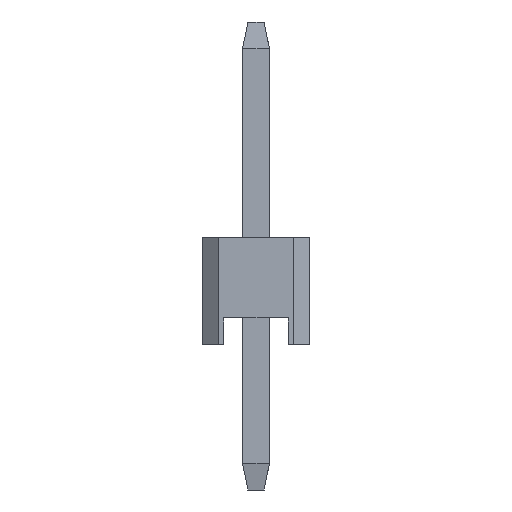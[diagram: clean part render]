
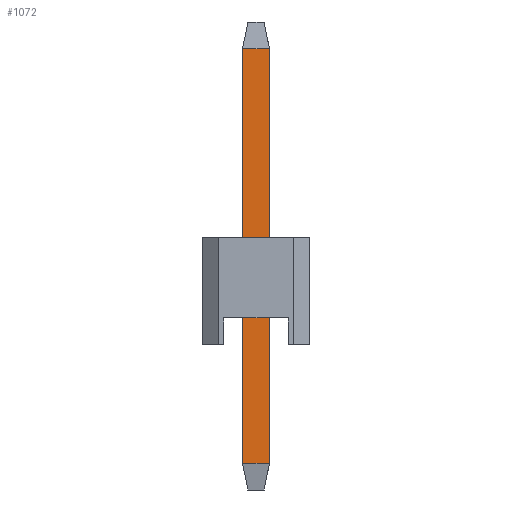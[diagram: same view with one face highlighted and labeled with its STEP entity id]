
A CAD part, left-side view. The second image highlights one B-rep face of the part: STEP entity #1072.
In plain terms, the highlighted planar face has unit normal (-1, 0, 0).
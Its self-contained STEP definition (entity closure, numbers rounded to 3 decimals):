
#1072=ADVANCED_FACE('',(#1782),#11332,.T.);
#1782=FACE_OUTER_BOUND('',#2546,.T.);
#2546=EDGE_LOOP('',(#5999,#6000,#6001,#6002));
#5999=ORIENTED_EDGE('',*,*,#7774,.F.);
#6000=ORIENTED_EDGE('',*,*,#7775,.F.);
#6001=ORIENTED_EDGE('',*,*,#7776,.F.);
#6002=ORIENTED_EDGE('',*,*,#7773,.F.);
#7773=EDGE_CURVE('',#10623,#10624,#9519,.T.);
#7774=EDGE_CURVE('',#10625,#10623,#9520,.T.);
#7775=EDGE_CURVE('',#10626,#10625,#9521,.T.);
#7776=EDGE_CURVE('',#10624,#10626,#9522,.T.);
#9519=B_SPLINE_CURVE_WITH_KNOTS('',1,(#18037,#18038),.UNSPECIFIED.,.F.,
 .F.,(2,2),(-7.7,0.),.UNSPECIFIED.);
#9520=B_SPLINE_CURVE_WITH_KNOTS('',1,(#18039,#18040),.UNSPECIFIED.,.F.,
 .F.,(2,2),(-0.5,0.),.UNSPECIFIED.);
#9521=B_SPLINE_CURVE_WITH_KNOTS('',1,(#18041,#18042),.UNSPECIFIED.,.F.,
 .F.,(2,2),(-7.7,0.),.UNSPECIFIED.);
#9522=B_SPLINE_CURVE_WITH_KNOTS('',1,(#18043,#18044),.UNSPECIFIED.,.F.,
 .F.,(2,2),(-0.5,0.),.UNSPECIFIED.);
#10623=VERTEX_POINT('',#18017);
#10624=VERTEX_POINT('',#18018);
#10625=VERTEX_POINT('',#18019);
#10626=VERTEX_POINT('',#18020);
#11332=PLANE('',#12062);
#12062=AXIS2_PLACEMENT_3D('',#18000,#12775,$);
#12775=DIRECTION('',(-1.,0.,0.));
#18000=CARTESIAN_POINT('',(-0.25,24.04,6.34));
#18017=CARTESIAN_POINT('',(-0.25,24.75,5.51));
#18018=CARTESIAN_POINT('',(-0.25,24.75,-2.19));
#18019=CARTESIAN_POINT('',(-0.25,25.25,5.51));
#18020=CARTESIAN_POINT('',(-0.25,25.25,-2.19));
#18037=CARTESIAN_POINT('',(-0.25,24.75,5.51));
#18038=CARTESIAN_POINT('',(-0.25,24.75,-2.19));
#18039=CARTESIAN_POINT('',(-0.25,25.25,5.51));
#18040=CARTESIAN_POINT('',(-0.25,24.75,5.51));
#18041=CARTESIAN_POINT('',(-0.25,25.25,-2.19));
#18042=CARTESIAN_POINT('',(-0.25,25.25,5.51));
#18043=CARTESIAN_POINT('',(-0.25,24.75,-2.19));
#18044=CARTESIAN_POINT('',(-0.25,25.25,-2.19));
